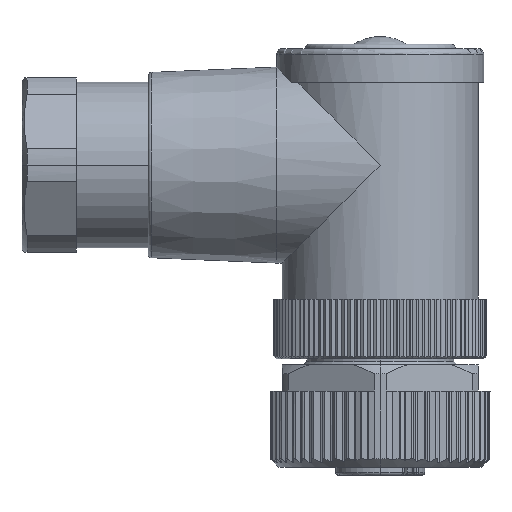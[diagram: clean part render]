
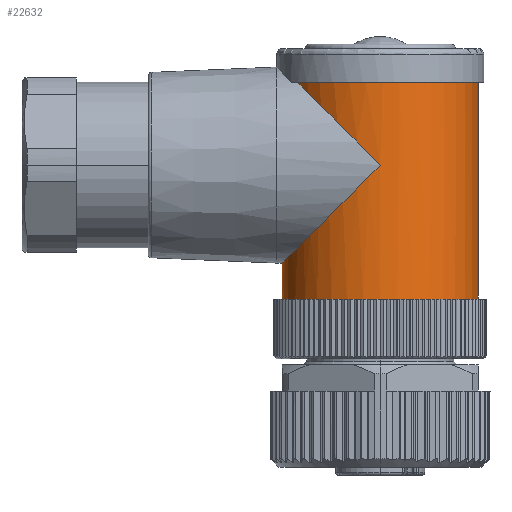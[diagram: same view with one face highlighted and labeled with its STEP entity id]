
A CAD part, left-side view. The second image highlights one B-rep face of the part: STEP entity #22632.
In plain terms, the highlighted cylindrical face has radius 9 mm (diameter 18 mm), a partial arc.
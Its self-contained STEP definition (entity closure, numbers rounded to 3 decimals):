
#22080=AXIS2_PLACEMENT_3D('Circle Axis2P3D',#22078,#22079,$) ;
#22594=AXIS2_PLACEMENT_3D('Cylinder Axis2P3D',#22591,#22592,#22593) ;
#22598=AXIS2_PLACEMENT_3D('Circle Axis2P3D',#22596,#22597,$) ;
#22073=CARTESIAN_POINT('Vertex',(10.1,1.082,16.2)) ;
#22075=CARTESIAN_POINT('Vertex',(10.1,19.082,16.2)) ;
#22078=CARTESIAN_POINT('Axis2P3D Location',(10.1,10.082,16.2)) ;
#22537=CARTESIAN_POINT('Line Origine',(10.1,1.082,25.1)) ;
#22541=CARTESIAN_POINT('Vertex',(10.1,1.082,36.1)) ;
#22544=CARTESIAN_POINT('Line Origine',(10.1,19.082,25.1)) ;
#22548=CARTESIAN_POINT('Vertex',(10.1,19.082,19.5)) ;
#22591=CARTESIAN_POINT('Axis2P3D Location',(10.1,10.082,25.1)) ;
#22596=CARTESIAN_POINT('Axis2P3D Location',(10.1,10.082,36.1)) ;
#22600=CARTESIAN_POINT('Vertex',(5.279,17.682,36.1)) ;
#22604=CARTESIAN_POINT('Control Point',(1.1,10.082,28.5)) ;
#22605=CARTESIAN_POINT('Control Point',(1.1,11.835,30.253)) ;
#22606=CARTESIAN_POINT('Control Point',(1.524,13.588,32.007)) ;
#22607=CARTESIAN_POINT('Control Point',(2.39,15.261,33.679)) ;
#22608=CARTESIAN_POINT('Control Point',(3.68,16.667,35.086)) ;
#22609=CARTESIAN_POINT('Control Point',(5.279,17.682,36.1)) ;
#22610=CARTESIAN_POINT('Vertex',(1.1,10.082,28.5)) ;
#22614=CARTESIAN_POINT('Control Point',(10.1,19.082,19.5)) ;
#22615=CARTESIAN_POINT('Control Point',(8.662,19.082,19.5)) ;
#22616=CARTESIAN_POINT('Control Point',(7.223,18.794,19.787)) ;
#22617=CARTESIAN_POINT('Control Point',(5.886,18.219,20.362)) ;
#22618=CARTESIAN_POINT('Control Point',(3.464,16.565,22.016)) ;
#22619=CARTESIAN_POINT('Control Point',(1.91,14.212,24.37)) ;
#22620=CARTESIAN_POINT('Control Point',(1.369,12.867,25.715)) ;
#22621=CARTESIAN_POINT('Control Point',(1.1,11.474,27.108)) ;
#22622=CARTESIAN_POINT('Control Point',(1.1,10.082,28.5)) ;
#22079=DIRECTION('Axis2P3D Direction',(0.,0.,1.)) ;
#22538=DIRECTION('Vector Direction',(0.,0.,1.)) ;
#22545=DIRECTION('Vector Direction',(0.,0.,1.)) ;
#22592=DIRECTION('Axis2P3D Direction',(0.,-0.,1.)) ;
#22593=DIRECTION('Axis2P3D XDirection',(0.,1.,0.)) ;
#22597=DIRECTION('Axis2P3D Direction',(0.,-0.,1.)) ;
#22539=VECTOR('Line Direction',#22538,1.) ;
#22546=VECTOR('Line Direction',#22545,1.) ;
#22625=ORIENTED_EDGE('',*,*,#22550,.T.) ;
#22626=ORIENTED_EDGE('',*,*,#22082,.T.) ;
#22627=ORIENTED_EDGE('',*,*,#22543,.T.) ;
#22628=ORIENTED_EDGE('',*,*,#22602,.T.) ;
#22629=ORIENTED_EDGE('',*,*,#22612,.F.) ;
#22630=ORIENTED_EDGE('',*,*,#22623,.F.) ;
#22632=ADVANCED_FACE('Hauptkoerper',(#22631),#22595,.T.) ;
#22603=B_SPLINE_CURVE_WITH_KNOTS('',5,(#22604,#22605,#22606,#22607,#22608,#22609),.UNSPECIFIED.,.F.,.U.,(6,6),(0.,19.604),.UNSPECIFIED.) ;
#22613=B_SPLINE_CURVE_WITH_KNOTS('',5,(#22614,#22615,#22616,#22617,#22618,#22619,#22620,#22621,#22622),.UNSPECIFIED.,.F.,.U.,(6,3,6),(0.,14.383,29.951),.UNSPECIFIED.) ;
#22081=CIRCLE('generated circle',#22080,9.) ;
#22599=CIRCLE('generated circle',#22598,9.) ;
#22595=CYLINDRICAL_SURFACE('generated cylinder',#22594,9.) ;
#22082=EDGE_CURVE('',#22076,#22074,#22081,.T.) ;
#22543=EDGE_CURVE('',#22074,#22542,#22540,.T.) ;
#22550=EDGE_CURVE('',#22549,#22076,#22547,.F.) ;
#22602=EDGE_CURVE('',#22542,#22601,#22599,.F.) ;
#22612=EDGE_CURVE('',#22611,#22601,#22603,.T.) ;
#22623=EDGE_CURVE('',#22549,#22611,#22613,.T.) ;
#22624=EDGE_LOOP('',(#22625,#22626,#22627,#22628,#22629,#22630)) ;
#22631=FACE_OUTER_BOUND('',#22624,.T.) ;
#22540=LINE('Line',#22537,#22539) ;
#22547=LINE('Line',#22544,#22546) ;
#22074=VERTEX_POINT('',#22073) ;
#22076=VERTEX_POINT('',#22075) ;
#22542=VERTEX_POINT('',#22541) ;
#22549=VERTEX_POINT('',#22548) ;
#22601=VERTEX_POINT('',#22600) ;
#22611=VERTEX_POINT('',#22610) ;
